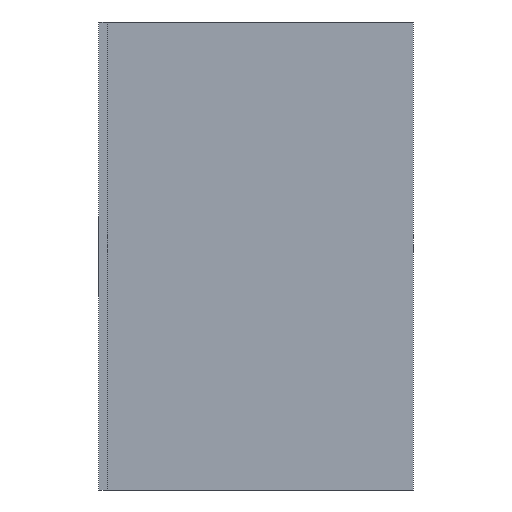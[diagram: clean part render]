
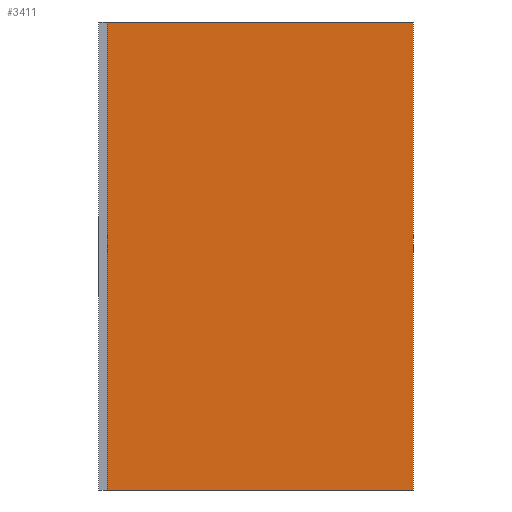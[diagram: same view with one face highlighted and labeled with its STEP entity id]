
A CAD part, left-side view. The second image highlights one B-rep face of the part: STEP entity #3411.
In plain terms, the highlighted planar face has unit normal (-1, 0, 0).
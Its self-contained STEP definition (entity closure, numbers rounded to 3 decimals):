
#1 = ORIENTED_EDGE ( 'NONE', *, *, #1358, .T. ) ;
#80 = CARTESIAN_POINT ( 'NONE',  ( -0.014, -0.01, 0. ) ) ;
#501 = LINE ( 'NONE', #537, #850 ) ;
#537 = CARTESIAN_POINT ( 'NONE',  ( -0.014, -0.01, -0.55 ) ) ;
#577 = VECTOR ( 'NONE', #774, 1000. ) ;
#717 = DIRECTION ( 'NONE',  ( 0., 0., 1. ) ) ;
#744 = VECTOR ( 'NONE', #2911, 1000. ) ;
#774 = DIRECTION ( 'NONE',  ( 0., 1., 0. ) ) ;
#850 = VECTOR ( 'NONE', #1087, 1000. ) ;
#901 = VERTEX_POINT ( 'NONE', #2158 ) ;
#960 = CARTESIAN_POINT ( 'NONE',  ( -0.014, 0.349, -0.55 ) ) ;
#1085 = EDGE_CURVE ( 'NONE', #1110, #1731, #2658, .T. ) ;
#1087 = DIRECTION ( 'NONE',  ( 0., 0., 1. ) ) ;
#1110 = VERTEX_POINT ( 'NONE', #80 ) ;
#1129 = VECTOR ( 'NONE', #717, 1000. ) ;
#1320 = EDGE_CURVE ( 'NONE', #2659, #1731, #3137, .T. ) ;
#1358 = EDGE_CURVE ( 'NONE', #901, #1110, #501, .T. ) ;
#1612 = ORIENTED_EDGE ( 'NONE', *, *, #1320, .F. ) ;
#1731 = VERTEX_POINT ( 'NONE', #3430 ) ;
#1879 = LINE ( 'NONE', #2418, #577 ) ;
#1991 = CARTESIAN_POINT ( 'NONE',  ( -0.014, 0.349, -0.55 ) ) ;
#2019 = EDGE_LOOP ( 'NONE', ( #2126, #1612, #2971, #1 ) ) ;
#2023 = DIRECTION ( 'NONE',  ( 0., 1., 0. ) ) ;
#2036 = FACE_OUTER_BOUND ( 'NONE', #2019, .T. ) ;
#2050 = PLANE ( 'NONE',  #3267 ) ;
#2126 = ORIENTED_EDGE ( 'NONE', *, *, #1085, .T. ) ;
#2158 = CARTESIAN_POINT ( 'NONE',  ( -0.014, -0.01, -0.55 ) ) ;
#2333 = DIRECTION ( 'NONE',  ( 1., 0., 0. ) ) ;
#2418 = CARTESIAN_POINT ( 'NONE',  ( -0.014, 0., -0.55 ) ) ;
#2658 = LINE ( 'NONE', #3143, #744 ) ;
#2659 = VERTEX_POINT ( 'NONE', #1991 ) ;
#2858 = CARTESIAN_POINT ( 'NONE',  ( -0.014, 0., -0.55 ) ) ;
#2895 = EDGE_CURVE ( 'NONE', #901, #2659, #1879, .T. ) ;
#2911 = DIRECTION ( 'NONE',  ( 0., 1., 0. ) ) ;
#2971 = ORIENTED_EDGE ( 'NONE', *, *, #2895, .F. ) ;
#3137 = LINE ( 'NONE', #960, #1129 ) ;
#3143 = CARTESIAN_POINT ( 'NONE',  ( -0.014, 0., 0. ) ) ;
#3267 = AXIS2_PLACEMENT_3D ( 'NONE', #2858, #2333, #2023 ) ;
#3411 = ADVANCED_FACE ( 'NONE', ( #2036 ), #2050, .F. ) ;
#3430 = CARTESIAN_POINT ( 'NONE',  ( -0.014, 0.349, 0. ) ) ;
